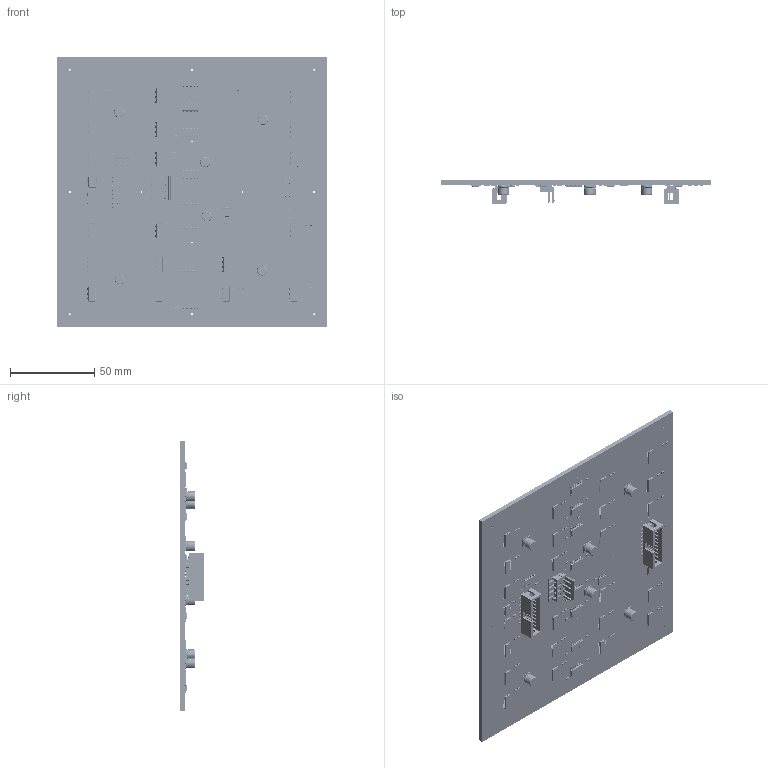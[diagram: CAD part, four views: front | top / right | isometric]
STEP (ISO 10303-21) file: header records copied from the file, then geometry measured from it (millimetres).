
FILE_DESCRIPTION(/* description */ (''),/* implementation_level */ '2;1');
FILE_NAME(/* name */ 'LEDCube_Panel_DC2P8298A6.step',/* time_stamp */ '2020-07-27T14:16:14+02:00',/* author */ (''),/* organization */ (''),/* preprocessor_version */ 'ST-DEVELOPER v18.1',/* originating_system */ 'Autodesk Translation Framework v9.3.0.1241',/* authorisation */ '');
FILE_SCHEMA (('AUTOMOTIVE_DESIGN { 1 0 10303 214 3 1 1 }'));
Products named in the file (119): V2_Oben; Komponente1; TSSOP-24_4.0x9x9mm_P0; TSSOP-24_4.0x8x9mm_P0; TSSOP-24_4.0x8x9mm_P0_1; TSSOP-24_4.0x8x9mm_P0_2; TSSOP-24_4.0x8x9mm_P0_3; TSSOP-24_4.0x8x9mm_P0_4; TSSOP-24_4.0x8x9mm_P0_5; TSSOP-24_4.0x8x9mm_P0_6; TSSOP-24_4.0x8x9mm_P0_7; TSSOP-24_4.0x8x9mm_P0_8; TSSOP-24_4.0x8x9mm_P0_9; TSSOP-24_4.0x8x9mm_P0_10; TSSOP-24_4.0x8x9mm_P0_11; TSSOP-24_4.0x8x9mm_P0_12; TSSOP-24_4.0x8x9mm_P0_13; TSSOP-24_4.0x8x9mm_P0_14; TSSOP-24_4.0x8x9mm_P0_15; TSSOP-24_4.0x8x9mm_P0_16; TSSOP-24_4.0x8x9mm_P0_17; TSSOP-24_4.0x8x9mm_P0_18; TSSOP-24_4.0x8x9mm_P0_19; TSSOP-24_4.0x8x9mm_P0_20; TSSOP-24_4.0x8x9mm_P0_21; TSSOP-24_4.0x8x9mm_P0_22; TSSOP-24_4.0x8x9mm_P0_23; TSSOP-24_4.0x9x9mm_P0_1; TSSOP-24_4.0x9x9mm_P0_2; TSSOP-24_4.0x9x9mm_P0_3; TSSOP-24_4.0x9x9mm_P0_4; TSSOP-24_4.0x9x9mm_P0_5; TSSOP-24_4.0x9x9mm_P0_6; TSSOP-24_4.0x9x9mm_P0_7; SOLID (9); TSSOP-24_4.0x8x9mm_P0_24; SOLID (9)_1; TSSOP-24_4.4x6.5mm_P0; TSSOP-24_4.4x6.5mm_P0_1; TSSOP-24_4.4x6.5mm_P0_2 ...
Assembly tree (225 placements, depth 4):
  V2_Oben
    Komponente1
      TSSOP-24_4.0x9x9mm_P0
        SOLID (9)
      TSSOP-24_4.0x8x9mm_P0
        SOLID (9)_1
      TSSOP-24_4.0x8x9mm_P0_1
        SOLID (9)_1
      TSSOP-24_4.0x8x9mm_P0_2
        SOLID (9)_1
      TSSOP-24_4.0x8x9mm_P0_3
        SOLID (9)_1
      TSSOP-24_4.0x8x9mm_P0_4
        SOLID (9)_1
      TSSOP-24_4.0x8x9mm_P0_5
        SOLID (9)_1
      TSSOP-24_4.0x8x9mm_P0_6
        SOLID (9)_1
      TSSOP-24_4.0x8x9mm_P0_7
        SOLID (9)_1
      TSSOP-24_4.0x8x9mm_P0_8
        SOLID (9)_1
      TSSOP-24_4.0x8x9mm_P0_9
        SOLID (9)_1
      TSSOP-24_4.0x8x9mm_P0_10
        SOLID (9)_1
      TSSOP-24_4.0x8x9mm_P0_11
        SOLID (9)_1
      TSSOP-24_4.0x8x9mm_P0_12
        SOLID (9)_1
      TSSOP-24_4.0x8x9mm_P0_13
        SOLID (9)_1
      TSSOP-24_4.0x8x9mm_P0_14
        SOLID (9)_1
      TSSOP-24_4.0x8x9mm_P0_15
        SOLID (9)_1
      TSSOP-24_4.0x8x9mm_P0_16
        SOLID (9)_1
      TSSOP-24_4.0x8x9mm_P0_17
        SOLID (9)_1
      TSSOP-24_4.0x8x9mm_P0_18
        SOLID (9)_1
      TSSOP-24_4.0x8x9mm_P0_19
        SOLID (9)_1
      TSSOP-24_4.0x8x9mm_P0_20
        SOLID (9)_1
      TSSOP-24_4.0x8x9mm_P0_21
        SOLID (9)_1
      TSSOP-24_4.0x8x9mm_P0_22
        SOLID (9)_1
      TSSOP-24_4.0x8x9mm_P0_23
        SOLID (9)_1
      TSSOP-24_4.0x9x9mm_P0_1
        SOLID (9)
      TSSOP-24_4.0x9x9mm_P0_2
        SOLID (9)
      TSSOP-24_4.0x9x9mm_P0_3
        SOLID (9)
      TSSOP-24_4.0x9x9mm_P0_4
        SOLID (9)
Bounding box: 160 x 13.95 x 160 mm (x, y, z)
Volume: 71939.1 mm3; surface area: 115452.7 mm2
Topology: 118 solids, 792 shells, 17318 faces, 47423 edges, 31208 vertices
Faces by surface type: plane 12872, cylinder 4410, torus 24, bspline 12
Full cylindrical faces by diameter (mm): 0.5 x3, 0.572 x25, 0.628 x8, 1 x32, 6 x12
Entity records: 65804 total; most frequent: CARTESIAN_POINT 12058, DIRECTION 10633, ORIENTED_EDGE 9528, EDGE_CURVE 5548, LINE 4805, VECTOR 4805, VERTEX_POINT 4093, AXIS2_PLACEMENT_3D 2914
